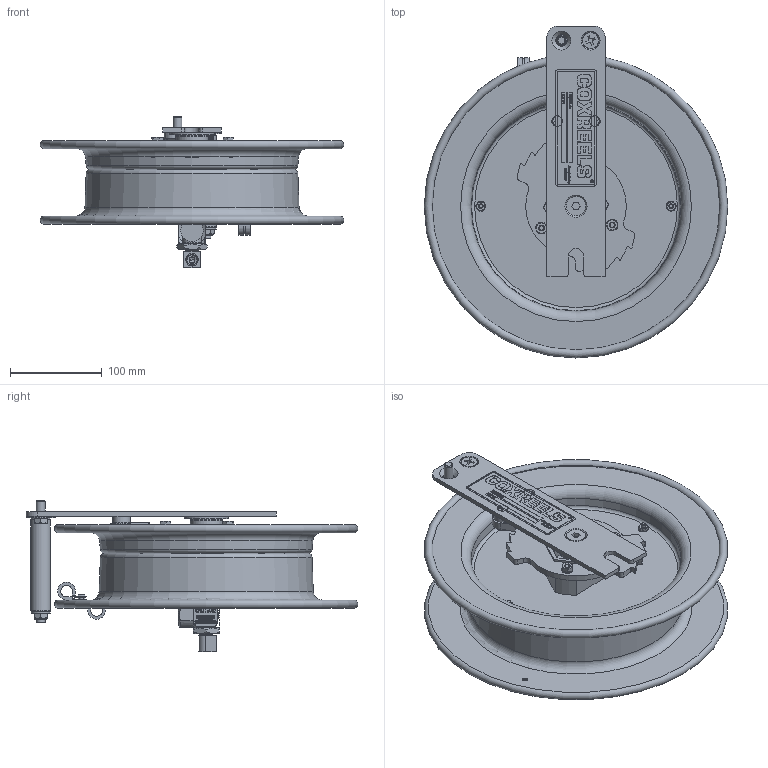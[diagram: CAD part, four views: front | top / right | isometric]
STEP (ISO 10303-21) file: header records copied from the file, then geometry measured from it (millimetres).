
FILE_DESCRIPTION(/* description */ (''),/* implementation_level */ '2;1');
FILE_NAME(/* name */ 'SR13L-L125_SHARED.stp',/* time_stamp */ '2020-04-16T11:00:54-07:00',/* author */ ('NMelton'),/* organization */ (''),/* preprocessor_version */ 'ST-DEVELOPER v17',/* originating_system */ 'Autodesk Inventor 2019',/* authorisation */ '');
FILE_SCHEMA (('AUTOMOTIVE_DESIGN { 1 0 10303 214 3 1 1 }'));
Products named in the file (1): SR13L-L125_SHARED
Bounding box: 330.2 x 361.12 x 165.15 mm (x, y, z)
Surface area: 569736.1 mm2 (no closed solid volume)
Topology: 0 solids, 116 shells, 2754 faces, 10434 edges, 7469 vertices
Faces by surface type: plane 1407, bspline 658, cylinder 492, cone 158, torus 29, sphere 10
Full cylindrical faces by diameter (mm): 2.159 x2, 2.54 x1, 3.048 x1, 4.826 x6, 5.588 x1, 8.89 x1, 9.525 x3, 10.312 x1, 12.548 x2, 12.7 x1, 12.859 x1, 14.224 x1, 17.882 x1, 18.034 x1, 19.05 x3, 20.574 x1, 20.625 x4, 21.133 x1, 21.336 x1, 31.75 x1, 34.925 x1, 35.052 x1, 39.624 x1, 48.26 x1, 221.996 x1, 223.52 x1
Entity records: 121424 total; most frequent: CARTESIAN_POINT 38479, ORIENTED_EDGE 16266, DIRECTION 13684, EDGE_CURVE 10419, VERTEX_POINT 7469, LINE 6280, VECTOR 6280, AXIS2_PLACEMENT_3D 3702
